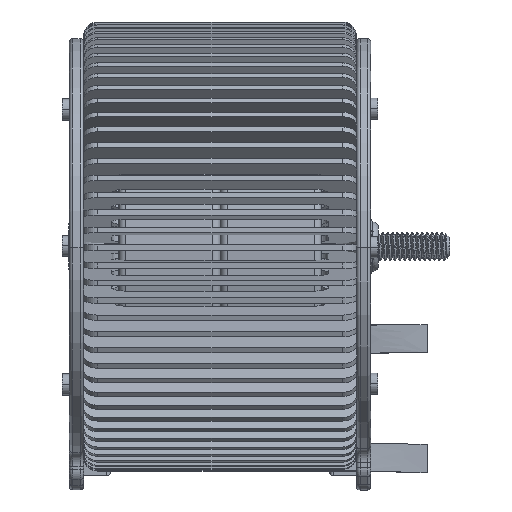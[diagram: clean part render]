
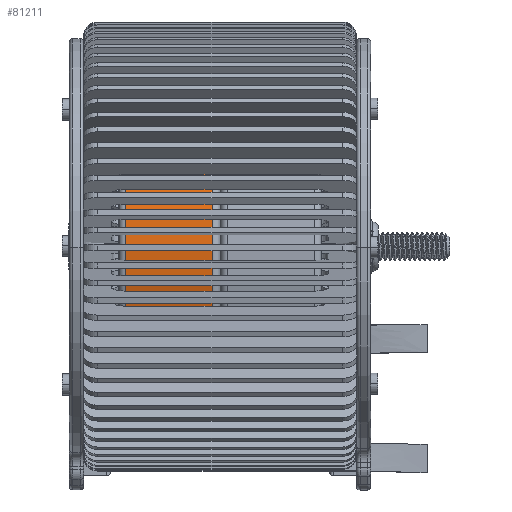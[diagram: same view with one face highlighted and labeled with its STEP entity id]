
A CAD part, left-side view. The second image highlights one B-rep face of the part: STEP entity #81211.
In plain terms, the highlighted cylindrical face has radius 25.845 mm (diameter 51.69 mm), a partial arc.
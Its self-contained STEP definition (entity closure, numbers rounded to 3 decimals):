
#3540 = VERTEX_POINT ( 'NONE', #42850 ) ;
#5036 = CARTESIAN_POINT ( 'NONE',  ( 0., 1., 25.845 ) ) ;
#7616 = EDGE_CURVE ( 'NONE', #17334, #9172, #27912, .T. ) ;
#9172 = VERTEX_POINT ( 'NONE', #61670 ) ;
#15878 = AXIS2_PLACEMENT_3D ( 'NONE', #18935, #32545, #43702 ) ;
#17334 = VERTEX_POINT ( 'NONE', #49448 ) ;
#17877 = EDGE_CURVE ( 'NONE', #17334, #43098, #55869, .T. ) ;
#18935 = CARTESIAN_POINT ( 'NONE',  ( 0., 1., 0. ) ) ;
#20499 = ORIENTED_EDGE ( 'NONE', *, *, #27201, .T. ) ;
#23799 = DIRECTION ( 'NONE',  ( 0., 0., -1. ) ) ;
#26779 = DIRECTION ( 'NONE',  ( 0., 0., 1. ) ) ;
#27201 = EDGE_CURVE ( 'NONE', #3540, #43098, #36919, .T. ) ;
#27912 = CIRCLE ( 'NONE', #29263, 25.845 ) ;
#28767 = VECTOR ( 'NONE', #31078, 1000. ) ;
#29263 = AXIS2_PLACEMENT_3D ( 'NONE', #51583, #45760, #26779 ) ;
#29860 = ORIENTED_EDGE ( 'NONE', *, *, #17877, .F. ) ;
#31078 = DIRECTION ( 'NONE',  ( 0., -1., 0. ) ) ;
#32217 = VECTOR ( 'NONE', #43648, 1000. ) ;
#32545 = DIRECTION ( 'NONE',  ( 0., 1., 0. ) ) ;
#33906 = ORIENTED_EDGE ( 'NONE', *, *, #49785, .T. ) ;
#36919 = CIRCLE ( 'NONE', #15878, 25.845 ) ;
#38765 = EDGE_LOOP ( 'NONE', ( #29860, #62403, #33906, #20499 ) ) ;
#42850 = CARTESIAN_POINT ( 'NONE',  ( 0., 1., -25.845 ) ) ;
#43098 = VERTEX_POINT ( 'NONE', #5036 ) ;
#43600 = CARTESIAN_POINT ( 'NONE',  ( 0., 14.35, 0. ) ) ;
#43648 = DIRECTION ( 'NONE',  ( 0., -1., 0. ) ) ;
#43702 = DIRECTION ( 'NONE',  ( 0., 0., 1. ) ) ;
#45760 = DIRECTION ( 'NONE',  ( 0., -1., 0. ) ) ;
#48570 = DIRECTION ( 'NONE',  ( 0., -1., 0. ) ) ;
#49448 = CARTESIAN_POINT ( 'NONE',  ( 0., 13.35, 25.845 ) ) ;
#49785 = EDGE_CURVE ( 'NONE', #9172, #3540, #63144, .T. ) ;
#50114 = CARTESIAN_POINT ( 'NONE',  ( 0., 14.35, 25.845 ) ) ;
#51583 = CARTESIAN_POINT ( 'NONE',  ( 0., 13.35, 0. ) ) ;
#55869 = LINE ( 'NONE', #50114, #28767 ) ;
#56883 = CARTESIAN_POINT ( 'NONE',  ( 0., 14.35, -25.845 ) ) ;
#61670 = CARTESIAN_POINT ( 'NONE',  ( 0., 13.35, -25.845 ) ) ;
#62403 = ORIENTED_EDGE ( 'NONE', *, *, #7616, .T. ) ;
#63144 = LINE ( 'NONE', #56883, #32217 ) ;
#66156 = AXIS2_PLACEMENT_3D ( 'NONE', #43600, #48570, #23799 ) ;
#74639 = FACE_OUTER_BOUND ( 'NONE', #38765, .T. ) ;
#81211 = ADVANCED_FACE ( 'NONE', ( #74639 ), #81243, .T. ) ;
#81243 = CYLINDRICAL_SURFACE ( 'NONE', #66156, 25.845 ) ;
